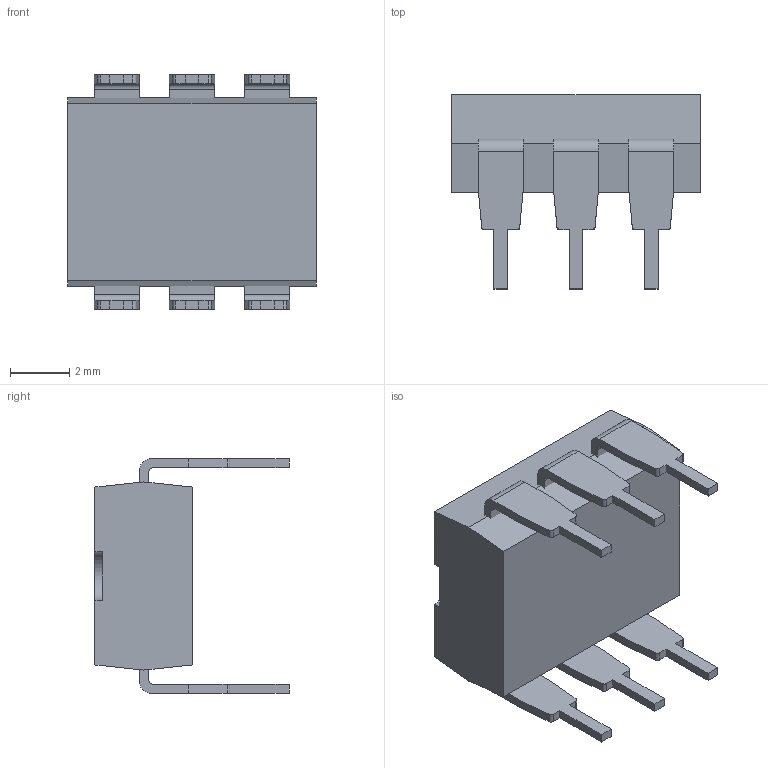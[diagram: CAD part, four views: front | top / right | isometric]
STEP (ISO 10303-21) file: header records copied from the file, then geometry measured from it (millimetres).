
FILE_DESCRIPTION(/* description */ (''),/* implementation_level */ '2;1');
FILE_NAME(/* name */ 'IC DIP 6-pin Opto.step',/* time_stamp */ '2019-03-12T08:39:56+11:00',/* author */ ('austfox'),/* organization */ (''),/* preprocessor_version */ 'ST-DEVELOPER v17.2',/* originating_system */ 'Autodesk Translation Framework v7.6.0.251',/* authorisation */ '');
FILE_SCHEMA (('AUTOMOTIVE_DESIGN { 1 0 10303 214 3 1 1 }'));
Length unit declared in the file: millimetre
Products named in the file (1): IC DIP 6-pin Opto
Bounding box: 8.4 x 6.55 x 7.92 mm (x, y, z)
Volume: 185 mm3; surface area: 319.8 mm2
Topology: 7 solids, 7 shells, 118 faces, 312 edges, 208 vertices
Faces by surface type: plane 93, cylinder 25
Entity records: 3660 total; most frequent: CARTESIAN_POINT 639, ORIENTED_EDGE 624, DIRECTION 600, EDGE_CURVE 312, LINE 262, VECTOR 262, VERTEX_POINT 208, AXIS2_PLACEMENT_3D 169
